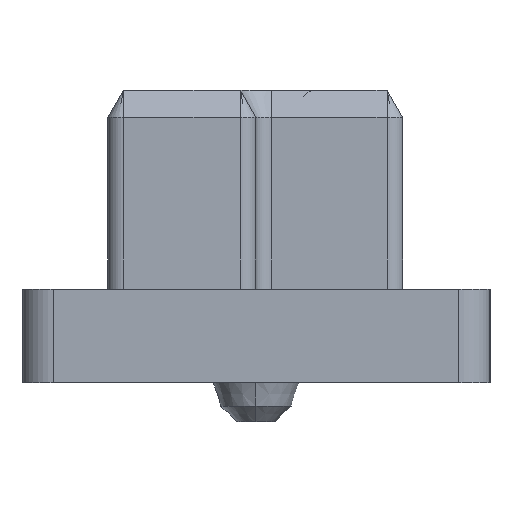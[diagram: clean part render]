
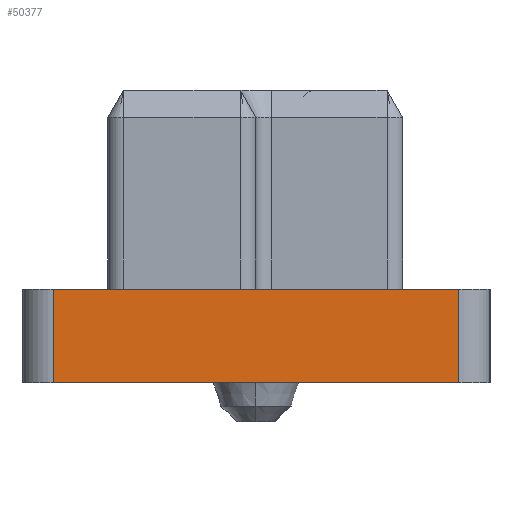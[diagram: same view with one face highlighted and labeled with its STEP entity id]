
A CAD part, left-side view. The second image highlights one B-rep face of the part: STEP entity #50377.
In plain terms, the highlighted planar face has unit normal (-1, 0, 0).
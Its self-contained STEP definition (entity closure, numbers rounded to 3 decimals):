
#1139 = CARTESIAN_POINT ( 'NONE',  ( -30.9, 2.6, -2.55 ) ) ;
#1354 = DIRECTION ( 'NONE',  ( 0., -1., 0. ) ) ;
#2287 = CARTESIAN_POINT ( 'NONE',  ( -30.9, 2.6, -2.55 ) ) ;
#4332 = EDGE_CURVE ( 'NONE', #45279, #4963, #51009, .T. ) ;
#4963 = VERTEX_POINT ( 'NONE', #52846 ) ;
#7496 = CARTESIAN_POINT ( 'NONE',  ( -30.9, 3., -3.75 ) ) ;
#9474 = EDGE_CURVE ( 'NONE', #15092, #16607, #34980, .T. ) ;
#11447 = ORIENTED_EDGE ( 'NONE', *, *, #9474, .F. ) ;
#11855 = ORIENTED_EDGE ( 'NONE', *, *, #4332, .T. ) ;
#15092 = VERTEX_POINT ( 'NONE', #1139 ) ;
#15657 = ORIENTED_EDGE ( 'NONE', *, *, #35196, .T. ) ;
#16607 = VERTEX_POINT ( 'NONE', #24451 ) ;
#18390 = LINE ( 'NONE', #31163, #18970 ) ;
#18970 = VECTOR ( 'NONE', #48134, 1000. ) ;
#21115 = EDGE_CURVE ( 'NONE', #16607, #4963, #18390, .T. ) ;
#24221 = EDGE_LOOP ( 'NONE', ( #11855, #45775, #11447, #15657 ) ) ;
#24451 = CARTESIAN_POINT ( 'NONE',  ( -30.9, -2.6, -2.55 ) ) ;
#24783 = CARTESIAN_POINT ( 'NONE',  ( -30.9, 2.6, -3.75 ) ) ;
#24915 = AXIS2_PLACEMENT_3D ( 'NONE', #7496, #41686, #38330 ) ;
#31122 = VECTOR ( 'NONE', #52330, 1000. ) ;
#31163 = CARTESIAN_POINT ( 'NONE',  ( -30.9, -2.6, -2.55 ) ) ;
#31424 = VECTOR ( 'NONE', #1354, 1000. ) ;
#34980 = LINE ( 'NONE', #51942, #31424 ) ;
#35196 = EDGE_CURVE ( 'NONE', #15092, #45279, #48422, .T. ) ;
#38046 = PLANE ( 'NONE',  #24915 ) ;
#38330 = DIRECTION ( 'NONE',  ( 0., 0., 1. ) ) ;
#38501 = DIRECTION ( 'NONE',  ( 0., -1., 0. ) ) ;
#41686 = DIRECTION ( 'NONE',  ( -1., 0., 0. ) ) ;
#45279 = VERTEX_POINT ( 'NONE', #24783 ) ;
#45573 = FACE_OUTER_BOUND ( 'NONE', #24221, .T. ) ;
#45775 = ORIENTED_EDGE ( 'NONE', *, *, #21115, .F. ) ;
#46022 = CARTESIAN_POINT ( 'NONE',  ( -30.9, 2.6, -3.75 ) ) ;
#48134 = DIRECTION ( 'NONE',  ( 0., 0., -1. ) ) ;
#48308 = VECTOR ( 'NONE', #38501, 1000. ) ;
#48422 = LINE ( 'NONE', #2287, #31122 ) ;
#50377 = ADVANCED_FACE ( 'NONE', ( #45573 ), #38046, .T. ) ;
#51009 = LINE ( 'NONE', #46022, #48308 ) ;
#51942 = CARTESIAN_POINT ( 'NONE',  ( -30.9, 2.6, -2.55 ) ) ;
#52330 = DIRECTION ( 'NONE',  ( 0., 0., -1. ) ) ;
#52846 = CARTESIAN_POINT ( 'NONE',  ( -30.9, -2.6, -3.75 ) ) ;
